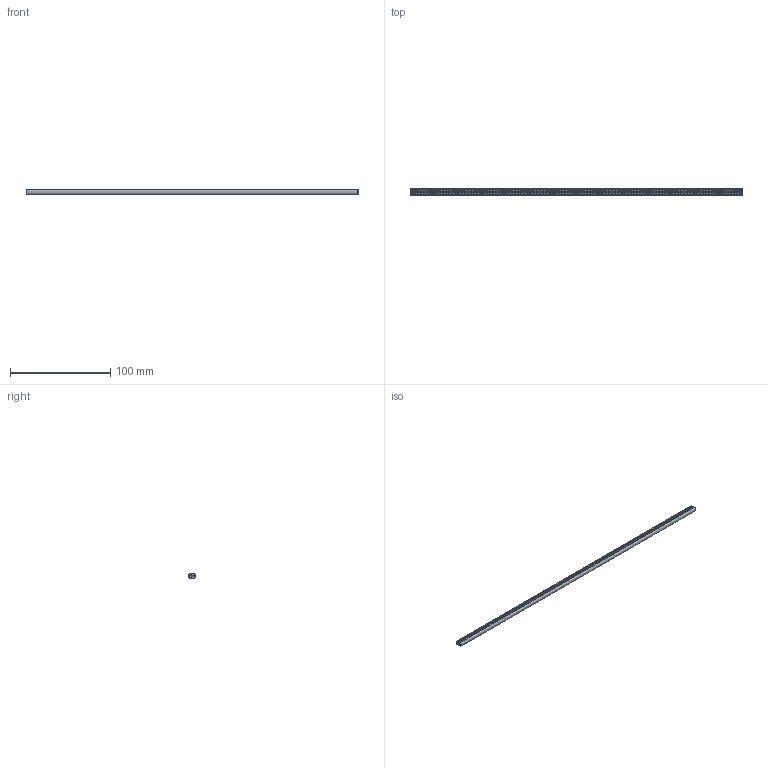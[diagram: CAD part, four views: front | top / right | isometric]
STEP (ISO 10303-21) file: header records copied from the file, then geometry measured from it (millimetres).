
FILE_DESCRIPTION(('FreeCAD Model'),'2;1');
FILE_NAME('Open CASCADE Shape Model','2024-06-18T17:37:04',(''),(''), 'Open CASCADE STEP processor 7.6','FreeCAD','Unknown');
FILE_SCHEMA(('AUTOMOTIVE_DESIGN { 1 0 10303 214 1 1 1 1 }'));
Length unit declared in the file: millimetre
Products named in the file (1): Shaft IDX BU26.50 - SPN-SFT-0226 (stemfie.org)
Bounding box: 331.25 x 6.6 x 5 mm (x, y, z)
Volume: 7561.2 mm3; surface area: 9499.2 mm2
Topology: 1 solids, 1 shells, 1019 faces, 3177 edges, 1974 vertices
Faces by surface type: cylinder 321, plane 310, cone 216, extrusion 172
Full cylindrical faces by diameter (mm): 2 x319
Entity records: 36491 total; most frequent: CARTESIAN_POINT 7203, ORIENTED_EDGE 6354, DIRECTION 5999, EDGE_CURVE 3177, AXIS2_PLACEMENT_3D 2146, VERTEX_POINT 1974, VECTOR 1707, LINE 1535
